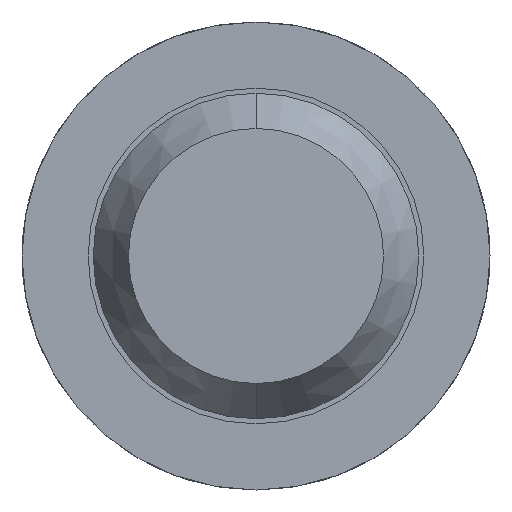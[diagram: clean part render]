
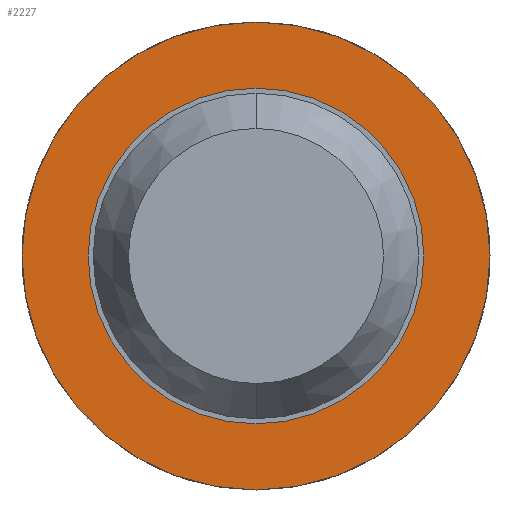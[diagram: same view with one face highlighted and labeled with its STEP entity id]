
A CAD part, front view. The second image highlights one B-rep face of the part: STEP entity #2227.
In plain terms, the highlighted planar face has unit normal (0, -1, 0).
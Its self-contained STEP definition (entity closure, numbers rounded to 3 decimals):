
#96 = DIRECTION ( 'NONE',  ( 0., 1., 0. ) ) ;
#219 = DIRECTION ( 'NONE',  ( 0., 1., 0. ) ) ;
#368 = EDGE_LOOP ( 'NONE', ( #3869, #3677 ) ) ;
#454 = CARTESIAN_POINT ( 'NONE',  ( 0.825, -1.7, 0. ) ) ;
#533 = CARTESIAN_POINT ( 'NONE',  ( 0., -1.7, -0.825 ) ) ;
#678 = EDGE_CURVE ( 'Defeature ausgef�hrt2_14+Defeature ausgef�hrt2_13+Defeature ausgef�hrt2_13+Defeature ausgef�hrt2_13', #2846, #4102, #4068, .T. ) ;
#697 = EDGE_CURVE ( 'Defeature ausgef�hrt2_10+Defeature ausgef�hrt2_14+Defeature ausgef�hrt2_14+Defeature ausgef�hrt2_14', #2341, #2633, #1138, .T. ) ;
#749 = EDGE_CURVE ( 'Defeature ausgef�hrt2_14+Defeature ausgef�hrt2_13+Defeature ausgef�hrt2_13+Defeature ausgef�hrt2_13', #4102, #2846, #1518, .T. ) ;
#775 = FACE_BOUND ( 'NONE', #3795, .T. ) ;
#943 = DIRECTION ( 'NONE',  ( 0., 1., 0. ) ) ;
#1009 = PLANE ( 'NONE',  #3675 ) ;
#1024 = DIRECTION ( 'NONE',  ( 0., 1., 0. ) ) ;
#1138 = CIRCLE ( 'NONE', #3260, 1.15 ) ;
#1179 = CARTESIAN_POINT ( 'NONE',  ( 0., -1.7, 0. ) ) ;
#1283 = ORIENTED_EDGE ( 'NONE', *, *, #749, .T. ) ;
#1335 = AXIS2_PLACEMENT_3D ( 'NONE', #2575, #943, #1549 ) ;
#1337 = DIRECTION ( 'NONE',  ( 0., 0., 1. ) ) ;
#1366 = DIRECTION ( 'NONE',  ( 0., 0., 1. ) ) ;
#1518 = CIRCLE ( 'NONE', #2851, 0.825 ) ;
#1549 = DIRECTION ( 'NONE',  ( 0., 0., 1. ) ) ;
#1610 = AXIS2_PLACEMENT_3D ( 'NONE', #1179, #219, #3161 ) ;
#1671 = FACE_OUTER_BOUND ( 'NONE', #368, .T. ) ;
#1940 = CIRCLE ( 'NONE', #1610, 1.15 ) ;
#2227 = ADVANCED_FACE ( 'Defeature ausgef�hrt2_14', ( #1671, #775 ), #1009, .F. ) ;
#2312 = DIRECTION ( 'NONE',  ( 0., 1., 0. ) ) ;
#2341 = VERTEX_POINT ( 'NONE', #2906 ) ;
#2546 = CARTESIAN_POINT ( 'NONE',  ( 0., -1.7, 1.15 ) ) ;
#2575 = CARTESIAN_POINT ( 'NONE',  ( 0., -1.7, 0. ) ) ;
#2608 = ORIENTED_EDGE ( 'NONE', *, *, #678, .T. ) ;
#2633 = VERTEX_POINT ( 'NONE', #2546 ) ;
#2651 = CARTESIAN_POINT ( 'NONE',  ( 0., -1.7, 0. ) ) ;
#2846 = VERTEX_POINT ( 'NONE', #3344 ) ;
#2851 = AXIS2_PLACEMENT_3D ( 'NONE', #2651, #2312, #3868 ) ;
#2861 = CARTESIAN_POINT ( 'NONE',  ( 0., -1.7, 0. ) ) ;
#2906 = CARTESIAN_POINT ( 'NONE',  ( 0., -1.7, -1.15 ) ) ;
#3161 = DIRECTION ( 'NONE',  ( 0., 0., 1. ) ) ;
#3260 = AXIS2_PLACEMENT_3D ( 'NONE', #2861, #1024, #1337 ) ;
#3344 = CARTESIAN_POINT ( 'NONE',  ( 0., -1.7, 0.825 ) ) ;
#3362 = EDGE_CURVE ( 'Defeature ausgef�hrt2_10+Defeature ausgef�hrt2_14+Defeature ausgef�hrt2_14+Defeature ausgef�hrt2_14', #2633, #2341, #1940, .T. ) ;
#3675 = AXIS2_PLACEMENT_3D ( 'NONE', #454, #96, #1366 ) ;
#3677 = ORIENTED_EDGE ( 'NONE', *, *, #697, .F. ) ;
#3795 = EDGE_LOOP ( 'NONE', ( #2608, #1283 ) ) ;
#3868 = DIRECTION ( 'NONE',  ( 0., 0., 1. ) ) ;
#3869 = ORIENTED_EDGE ( 'NONE', *, *, #3362, .F. ) ;
#4068 = CIRCLE ( 'NONE', #1335, 0.825 ) ;
#4102 = VERTEX_POINT ( 'NONE', #533 ) ;
